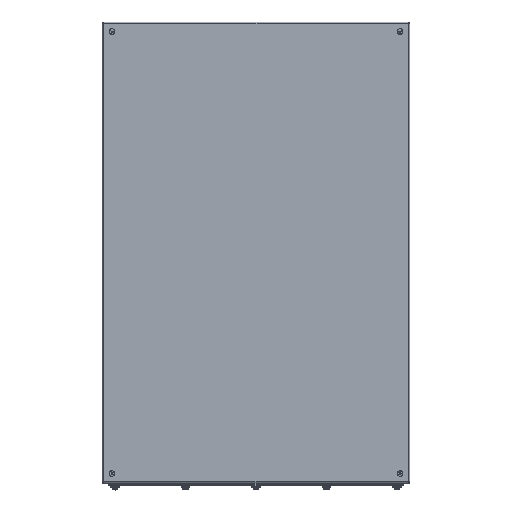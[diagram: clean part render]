
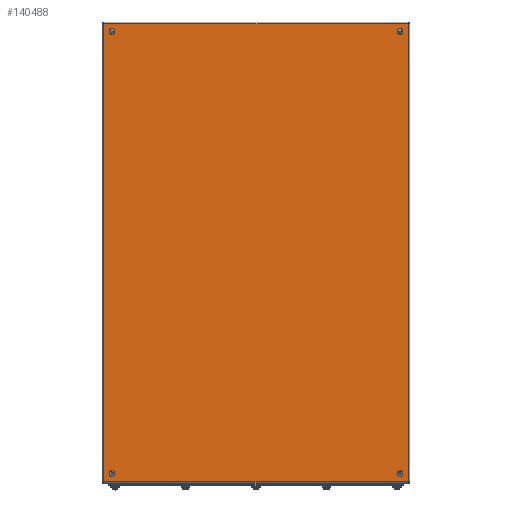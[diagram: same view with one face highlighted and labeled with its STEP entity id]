
A CAD part, top view. The second image highlights one B-rep face of the part: STEP entity #140488.
In plain terms, the highlighted planar face has unit normal (0, 0, 1).
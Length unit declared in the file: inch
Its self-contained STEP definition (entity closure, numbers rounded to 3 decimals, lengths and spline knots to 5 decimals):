
#2129 = CARTESIAN_POINT ( 'NONE',  ( 19.75413, -0.00412, 6.9175 ) ) ;
#4466 = DIRECTION ( 'NONE',  ( 1., 0., 0. ) ) ;
#6374 = LINE ( 'NONE', #107846, #69841 ) ;
#9762 = VERTEX_POINT ( 'NONE', #58586 ) ;
#10502 = CARTESIAN_POINT ( 'NONE',  ( -4.00412, 17.875, 6.9175 ) ) ;
#18466 = AXIS2_PLACEMENT_3D ( 'NONE', #40727, #76770, #29544 ) ;
#21069 = EDGE_LOOP ( 'NONE', ( #79966, #151073, #41058, #101076 ) ) ;
#24818 = CARTESIAN_POINT ( 'NONE',  ( 18.90625, 0.625, 6.9175 ) ) ;
#26117 = FACE_BOUND ( 'NONE', #156917, .T. ) ;
#26342 = AXIS2_PLACEMENT_3D ( 'NONE', #30075, #106939, #141358 ) ;
#28640 = VERTEX_POINT ( 'NONE', #72432 ) ;
#28676 = CIRCLE ( 'NONE', #18466, 0.21875 ) ;
#28825 = CARTESIAN_POINT ( 'NONE',  ( -3.59375, 0.625, 6.9175 ) ) ;
#29544 = DIRECTION ( 'NONE',  ( -1., 0., 0. ) ) ;
#30075 = CARTESIAN_POINT ( 'NONE',  ( 7.875, 17.875, 6.9175 ) ) ;
#30807 = VECTOR ( 'NONE', #4466, 39.37008 ) ;
#36485 = LINE ( 'NONE', #75678, #56460 ) ;
#40727 = CARTESIAN_POINT ( 'NONE',  ( -3.375, 35.125, 6.9175 ) ) ;
#41058 = ORIENTED_EDGE ( 'NONE', *, *, #91475, .F. ) ;
#42348 = DIRECTION ( 'NONE',  ( -1., 0., 0. ) ) ;
#46407 = EDGE_CURVE ( 'NONE', #9762, #9762, #69847, .T. ) ;
#46539 = LINE ( 'NONE', #10502, #90993 ) ;
#49788 = AXIS2_PLACEMENT_3D ( 'NONE', #152021, #91220, #42348 ) ;
#50125 = AXIS2_PLACEMENT_3D ( 'NONE', #122241, #136608, #60512 ) ;
#51207 = VERTEX_POINT ( 'NONE', #28825 ) ;
#54167 = ORIENTED_EDGE ( 'NONE', *, *, #115512, .T. ) ;
#55171 = DIRECTION ( 'NONE',  ( 0., -1., 0. ) ) ;
#56460 = VECTOR ( 'NONE', #110200, 39.37008 ) ;
#58586 = CARTESIAN_POINT ( 'NONE',  ( 18.90625, 35.125, 6.9175 ) ) ;
#59325 = DIRECTION ( 'NONE',  ( 0., 1., 0. ) ) ;
#60512 = DIRECTION ( 'NONE',  ( -1., 0., 0. ) ) ;
#62120 = LINE ( 'NONE', #78932, #30807 ) ;
#62904 = FACE_BOUND ( 'NONE', #155954, .T. ) ;
#66941 = ORIENTED_EDGE ( 'NONE', *, *, #46407, .T. ) ;
#67924 = CIRCLE ( 'NONE', #50125, 0.21875 ) ;
#67938 = EDGE_LOOP ( 'NONE', ( #54167 ) ) ;
#68874 = VERTEX_POINT ( 'NONE', #111040 ) ;
#69204 = FACE_BOUND ( 'NONE', #95353, .T. ) ;
#69841 = VECTOR ( 'NONE', #55171, 39.37008 ) ;
#69847 = CIRCLE ( 'NONE', #49788, 0.21875 ) ;
#71270 = VERTEX_POINT ( 'NONE', #24818 ) ;
#72432 = CARTESIAN_POINT ( 'NONE',  ( -4.00413, 35.75412, 6.9175 ) ) ;
#75678 = CARTESIAN_POINT ( 'NONE',  ( 7.875, -0.00412, 6.9175 ) ) ;
#76770 = DIRECTION ( 'NONE',  ( 0., 0., -1. ) ) ;
#77000 = EDGE_CURVE ( 'NONE', #157435, #157435, #28676, .T. ) ;
#78932 = CARTESIAN_POINT ( 'NONE',  ( 7.875, 35.75413, 6.9175 ) ) ;
#79966 = ORIENTED_EDGE ( 'NONE', *, *, #99851, .F. ) ;
#90993 = VECTOR ( 'NONE', #59325, 39.37008 ) ;
#91220 = DIRECTION ( 'NONE',  ( 0., 0., -1. ) ) ;
#91475 = EDGE_CURVE ( 'NONE', #68874, #28640, #46539, .T. ) ;
#91935 = DIRECTION ( 'NONE',  ( 0., 0., -1. ) ) ;
#92497 = FACE_BOUND ( 'NONE', #67938, .T. ) ;
#93289 = PLANE ( 'NONE',  #26342 ) ;
#95353 = EDGE_LOOP ( 'NONE', ( #152816 ) ) ;
#96509 = VERTEX_POINT ( 'NONE', #2129 ) ;
#99851 = EDGE_CURVE ( 'NONE', #109373, #96509, #6374, .T. ) ;
#101076 = ORIENTED_EDGE ( 'NONE', *, *, #105211, .F. ) ;
#105211 = EDGE_CURVE ( 'NONE', #96509, #68874, #36485, .T. ) ;
#105649 = CARTESIAN_POINT ( 'NONE',  ( 19.75412, 35.75413, 6.9175 ) ) ;
#106939 = DIRECTION ( 'NONE',  ( 0., 0., -1. ) ) ;
#107846 = CARTESIAN_POINT ( 'NONE',  ( 19.75413, 17.875, 6.9175 ) ) ;
#109373 = VERTEX_POINT ( 'NONE', #105649 ) ;
#109757 = EDGE_CURVE ( 'NONE', #71270, #71270, #67924, .T. ) ;
#110200 = DIRECTION ( 'NONE',  ( -1., 0., 0. ) ) ;
#111040 = CARTESIAN_POINT ( 'NONE',  ( -4.00412, -0.00413, 6.9175 ) ) ;
#115512 = EDGE_CURVE ( 'NONE', #51207, #51207, #124470, .T. ) ;
#116583 = FACE_OUTER_BOUND ( 'NONE', #21069, .T. ) ;
#116791 = DIRECTION ( 'NONE',  ( -1., 0., 0. ) ) ;
#121521 = CARTESIAN_POINT ( 'NONE',  ( -3.59375, 35.125, 6.9175 ) ) ;
#122241 = CARTESIAN_POINT ( 'NONE',  ( 19.125, 0.625, 6.9175 ) ) ;
#124470 = CIRCLE ( 'NONE', #144905, 0.21875 ) ;
#136608 = DIRECTION ( 'NONE',  ( 0., 0., -1. ) ) ;
#140488 = ADVANCED_FACE ( 'NONE', ( #26117, #62904, #92497, #69204, #116583 ), #93289, .F. ) ;
#141358 = DIRECTION ( 'NONE',  ( -1., 0., 0. ) ) ;
#144905 = AXIS2_PLACEMENT_3D ( 'NONE', #151951, #91935, #116791 ) ;
#151073 = ORIENTED_EDGE ( 'NONE', *, *, #156774, .F. ) ;
#151951 = CARTESIAN_POINT ( 'NONE',  ( -3.375, 0.625, 6.9175 ) ) ;
#152021 = CARTESIAN_POINT ( 'NONE',  ( 19.125, 35.125, 6.9175 ) ) ;
#152816 = ORIENTED_EDGE ( 'NONE', *, *, #109757, .T. ) ;
#154332 = ORIENTED_EDGE ( 'NONE', *, *, #77000, .T. ) ;
#155954 = EDGE_LOOP ( 'NONE', ( #66941 ) ) ;
#156774 = EDGE_CURVE ( 'NONE', #28640, #109373, #62120, .T. ) ;
#156917 = EDGE_LOOP ( 'NONE', ( #154332 ) ) ;
#157435 = VERTEX_POINT ( 'NONE', #121521 ) ;
